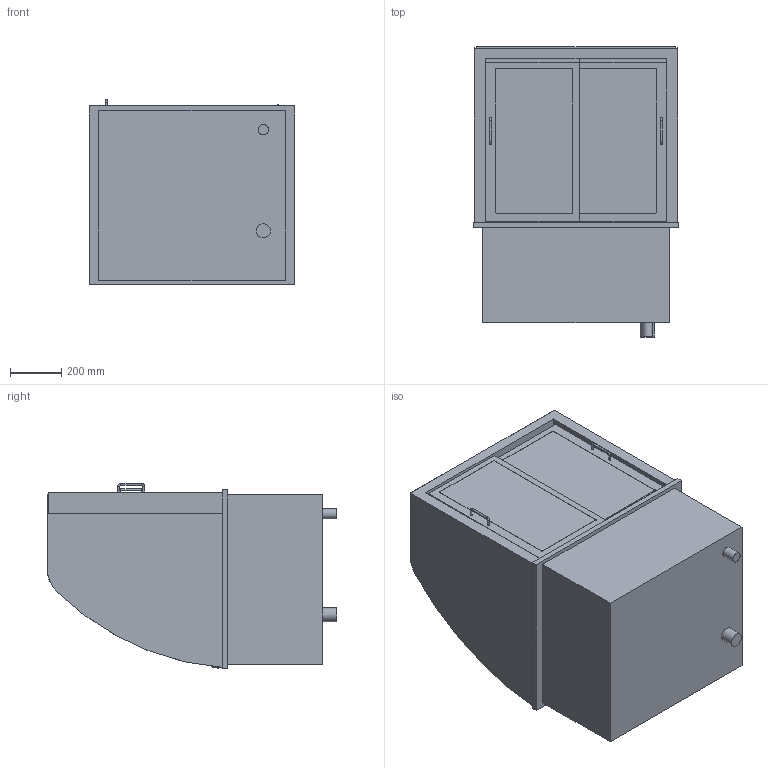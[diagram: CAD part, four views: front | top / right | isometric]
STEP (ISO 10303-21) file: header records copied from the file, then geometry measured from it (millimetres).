
FILE_DESCRIPTION(/* description */ ('Einbaukühlvitrine: zentralgekühlt'),/* implementation_level */ '2;1');
FILE_NAME(/* name */ '3D-AKE-00006382.stp',/* time_stamp */ '2024-09-23T13:34:46+02:00',/* author */ ('marina.schachner'),/* organization */ (''),/* preprocessor_version */ 'ST-DEVELOPER v20',/* originating_system */ 'Autodesk Inventor 2024',/* authorisation */ '');
FILE_SCHEMA (('AUTOMOTIVE_DESIGN { 1 0 10303 214 3 1 1 }'));
Length unit declared in the file: millimetre
Products named in the file (1): 3D-AKE-00006382
Bounding box: 800 x 1127 x 721 mm (x, y, z)
Volume: 86858903.6 mm3; surface area: 11649785.4 mm2
Topology: 36 solids, 36 shells, 352 faces, 831 edges, 554 vertices
Faces by surface type: plane 281, cylinder 67, torus 4
Full cylindrical faces by diameter (mm): 8 x6, 40 x1, 55 x1
Entity records: 10070 total; most frequent: CARTESIAN_POINT 1738, DIRECTION 1683, ORIENTED_EDGE 1662, EDGE_CURVE 831, LINE 685, VECTOR 685, VERTEX_POINT 554, AXIS2_PLACEMENT_3D 499
